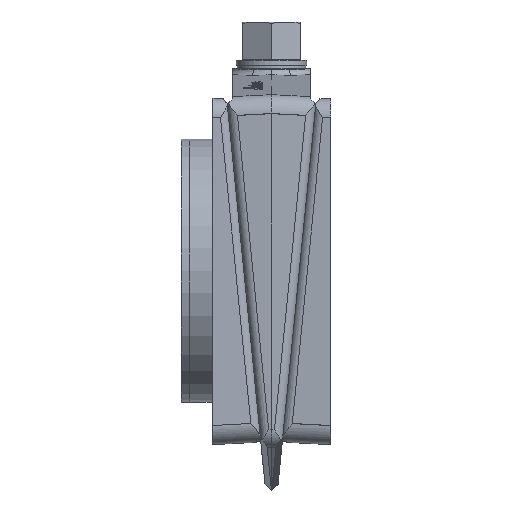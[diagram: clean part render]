
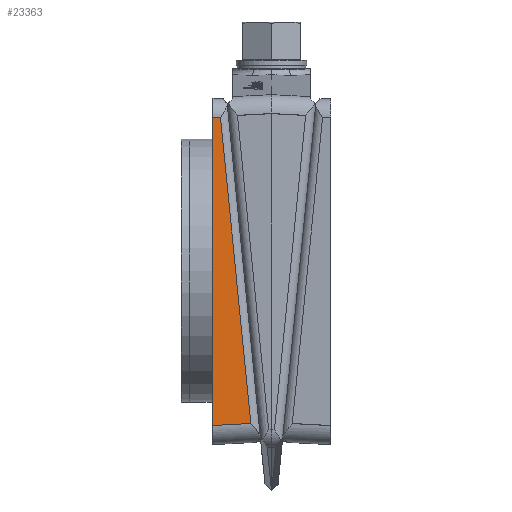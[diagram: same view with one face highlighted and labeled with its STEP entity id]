
A CAD part, left-side view. The second image highlights one B-rep face of the part: STEP entity #23363.
In plain terms, the highlighted planar face has unit normal (-0.999, -0.052, 0.005).
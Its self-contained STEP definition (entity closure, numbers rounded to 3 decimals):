
#4047 = FACE_OUTER_BOUND ( 'NONE', #19572, .T. ) ;
#4272 = AXIS2_PLACEMENT_3D ( 'NONE', #4796, #4797, #4799 ) ;
#4783 = PLANE ( 'NONE',  #4272 ) ;
#4796 = CARTESIAN_POINT ( 'NONE',  ( -115., 36.532, 2.555 ) ) ;
#4797 = DIRECTION ( 'NONE',  ( -0.999, -0.052, 0.005 ) ) ;
#4799 = DIRECTION ( 'NONE',  ( 0.052, -0.999, 0. ) ) ;
#8730 = LINE ( 'NONE', #9729, #8731 ) ;
#8731 = VECTOR ( 'NONE', #9730, 1000. ) ;
#9729 = CARTESIAN_POINT ( 'NONE',  ( -116.349, 62.279, 2.562 ) ) ;
#9730 = DIRECTION ( 'NONE',  ( 0.005, 0., 1. ) ) ;
#11209 = EDGE_CURVE ( 'NONE', #14431, #12737, #21536, .T. ) ;
#11210 = EDGE_CURVE ( 'NONE', #12737, #12748, #21533, .T. ) ;
#11211 = EDGE_CURVE ( 'NONE', #12748, #14432, #21540, .T. ) ;
#12737 = VERTEX_POINT ( 'NONE', #15005 ) ;
#12748 = VERTEX_POINT ( 'NONE', #15016 ) ;
#13826 = ORIENTED_EDGE ( 'NONE', *, *, #11209, .T. ) ;
#13827 = ORIENTED_EDGE ( 'NONE', *, *, #11210, .T. ) ;
#13828 = ORIENTED_EDGE ( 'NONE', *, *, #11211, .T. ) ;
#13829 = ORIENTED_EDGE ( 'NONE', *, *, #23972, .F. ) ;
#14431 = VERTEX_POINT ( 'NONE', #15561 ) ;
#14432 = VERTEX_POINT ( 'NONE', #15562 ) ;
#15005 = CARTESIAN_POINT ( 'NONE',  ( -115.249, 42.005, 9.738 ) ) ;
#15016 = CARTESIAN_POINT ( 'NONE',  ( -115.249, 57.934, 170.264 ) ) ;
#15561 = CARTESIAN_POINT ( 'NONE',  ( -116.318, 62.279, 8.676 ) ) ;
#15562 = CARTESIAN_POINT ( 'NONE',  ( -115.476, 62.279, 170.492 ) ) ;
#17453 = CARTESIAN_POINT ( 'NONE',  ( -115.249, 41.246, 2.087 ) ) ;
#17464 = CARTESIAN_POINT ( 'NONE',  ( -114.982, 36.924, 10.004 ) ) ;
#17466 = DIRECTION ( 'NONE',  ( 0.053, -0.997, 0.052 ) ) ;
#17467 = DIRECTION ( 'NONE',  ( 0., 0.099, 0.995 ) ) ;
#17468 = CARTESIAN_POINT ( 'NONE',  ( -113.683, 27.894, 168.69 ) ) ;
#17469 = DIRECTION ( 'NONE',  ( -0.052, 0.997, 0.052 ) ) ;
#19572 = EDGE_LOOP ( 'NONE', ( #13826, #13827, #13828, #13829 ) ) ;
#21533 = LINE ( 'NONE', #17453, #21541 ) ;
#21536 = LINE ( 'NONE', #17464, #21539 ) ;
#21539 = VECTOR ( 'NONE', #17466, 1000. ) ;
#21540 = LINE ( 'NONE', #17468, #21543 ) ;
#21541 = VECTOR ( 'NONE', #17467, 1000. ) ;
#21543 = VECTOR ( 'NONE', #17469, 1000. ) ;
#23363 = ADVANCED_FACE ( 'NONE', ( #4047 ), #4783, .T. ) ;
#23972 = EDGE_CURVE ( 'NONE', #14431, #14432, #8730, .T. ) ;
